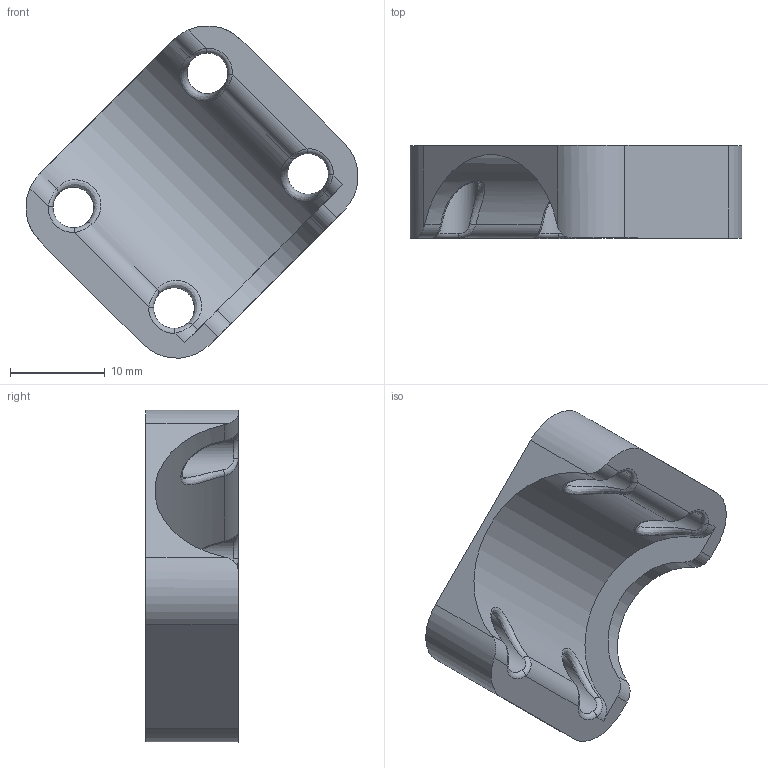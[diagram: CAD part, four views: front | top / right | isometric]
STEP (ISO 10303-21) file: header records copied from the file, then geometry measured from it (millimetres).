
FILE_DESCRIPTION(/* description */ (''),/* implementation_level */ '2;1');
FILE_NAME(/* name */ 'Pipe Arm Mount Half.step',/* time_stamp */ '2021-06-11T21:35:44+02:00',/* author */ (''),/* organization */ (''),/* preprocessor_version */ 'ST-DEVELOPER v18.1',/* originating_system */ 'Autodesk Translation Framework v10.9.0.1377',/* authorisation */ '');
FILE_SCHEMA (('AUTOMOTIVE_DESIGN { 1 0 10303 214 3 1 1 }'));
Length unit declared in the file: millimetre
Products named in the file (1): Pipe Arm Mount Half
Bounding box: 35 x 9.75 x 35 mm (x, y, z)
Volume: 3409.5 mm3; surface area: 2751.4 mm2
Topology: 1 solids, 1 shells, 46 faces, 128 edges, 80 vertices
Faces by surface type: cylinder 18, bspline 12, plane 8, torus 8
Full cylindrical faces by diameter (mm): 4.3 x4
Entity records: 2265 total; most frequent: CARTESIAN_POINT 1070, ORIENTED_EDGE 256, DIRECTION 232, EDGE_CURVE 128, AXIS2_PLACEMENT_3D 97, VERTEX_POINT 80, CIRCLE 62, EDGE_LOOP 50
